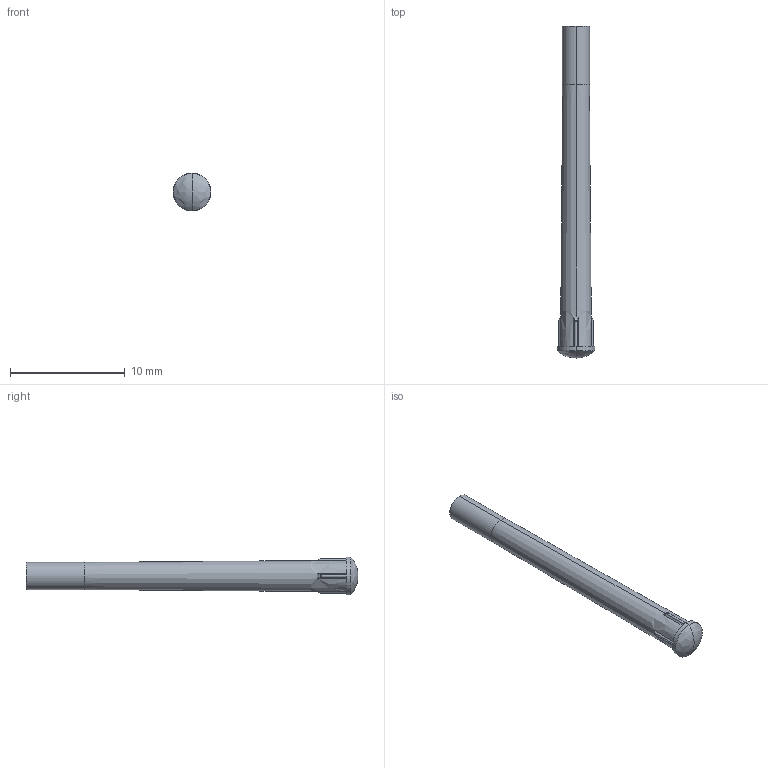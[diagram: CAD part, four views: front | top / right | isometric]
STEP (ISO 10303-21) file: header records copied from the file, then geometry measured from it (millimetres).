
FILE_DESCRIPTION((''),'2;1');
FILE_NAME('51513021100F_SW0001','2022-07-05T10:32:33',('ldichoso'),(''),'CREO PARAMETRIC BY PTC INC, 2021304','CREO PARAMETRIC BY PTC INC, 2021304','');
FILE_SCHEMA(('CONFIG_CONTROL_DESIGN'));
Length unit declared in the file: inch
Products named in the file (1): 51513021100F_SW0001
Bounding box: 3.3 x 28.96 x 3.3 mm (x, y, z)
Surface area: 243.5 mm2 (no closed solid volume)
Topology: 0 solids, 1 shells, 26 faces, 68 edges, 43 vertices
Faces by surface type: plane 10, cone 8, cylinder 6, bspline 2
Entity records: 948 total; most frequent: CARTESIAN_POINT 301, ORIENTED_EDGE 132, DIRECTION 118, EDGE_CURVE 66, AXIS2_PLACEMENT_3D 48, VERTEX_POINT 43, EDGE_LOOP 27, FACE_OUTER_BOUND 26
